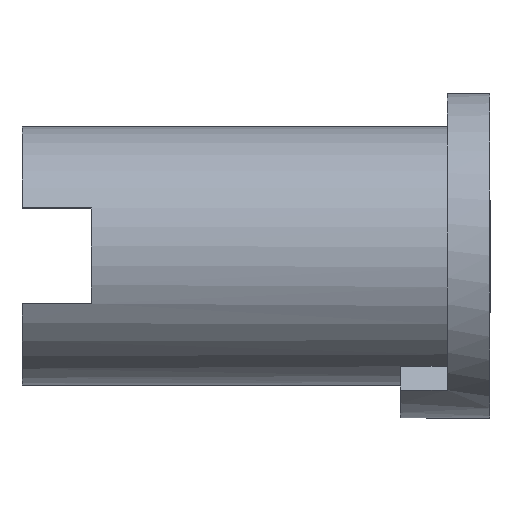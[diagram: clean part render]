
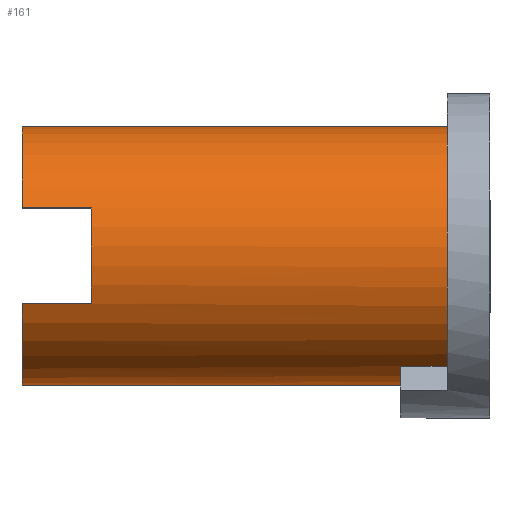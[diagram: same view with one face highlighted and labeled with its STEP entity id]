
A CAD part, top view. The second image highlights one B-rep face of the part: STEP entity #161.
In plain terms, the highlighted cylindrical face has radius 6.35 mm (diameter 12.7 mm), a full revolution.
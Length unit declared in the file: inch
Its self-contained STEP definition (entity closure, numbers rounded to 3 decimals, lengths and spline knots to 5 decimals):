
#50=CARTESIAN_POINT('',(2.45374,8.82077,0.5748));
#51=DIRECTION('',(-1.0,0.0,0.0));
#52=DIRECTION('',(0.0,0.0,1.0));
#53=AXIS2_PLACEMENT_3D('',#50,#51,#52);
#54=CYLINDRICAL_SURFACE('',#53,0.25);
#55=CARTESIAN_POINT('',(2.44587,8.60724,0.70482));
#56=VERTEX_POINT('',#55);
#57=CARTESIAN_POINT('',(2.44587,8.95079,0.36127));
#58=VERTEX_POINT('',#57);
#59=CARTESIAN_POINT('',(2.44587,8.82077,0.5748));
#60=DIRECTION('',(-1.0,0.0,0.0));
#61=DIRECTION('',(0.0,0.0,1.0));
#62=AXIS2_PLACEMENT_3D('',#59,#60,#61);
#63=CIRCLE('',#62,0.25);
#64=EDGE_CURVE('',#56,#58,#63,.T.);
#65=ORIENTED_EDGE('',*,*,#64,.T.);
#66=CARTESIAN_POINT('',(2.35531,8.95079,0.36127));
#67=VERTEX_POINT('',#66);
#68=CARTESIAN_POINT('',(2.44587,8.95079,0.36127));
#69=DIRECTION('',(-1.0,0.0,0.0));
#70=VECTOR('',#69,0.09055);
#71=LINE('',#68,#70);
#72=EDGE_CURVE('',#58,#67,#71,.T.);
#73=ORIENTED_EDGE('',*,*,#72,.T.);
#74=CARTESIAN_POINT('',(2.35531,8.60724,0.70482));
#75=VERTEX_POINT('',#74);
#76=CARTESIAN_POINT('',(2.35531,8.82077,0.5748));
#77=DIRECTION('',(-1.0,0.0,0.0));
#78=DIRECTION('',(0.0,0.0,1.0));
#79=AXIS2_PLACEMENT_3D('',#76,#77,#78);
#80=CIRCLE('',#79,0.25);
#81=EDGE_CURVE('',#67,#75,#80,.T.);
#82=ORIENTED_EDGE('',*,*,#81,.T.);
#83=CARTESIAN_POINT('',(2.35531,8.60724,0.70482));
#84=DIRECTION('',(1.0,0.0,0.0));
#85=VECTOR('',#84,0.09055);
#86=LINE('',#83,#85);
#87=EDGE_CURVE('',#75,#56,#86,.T.);
#88=ORIENTED_EDGE('',*,*,#87,.T.);
#89=EDGE_LOOP('',(#65,#73,#82,#88));
#90=FACE_OUTER_BOUND('',#89,.T.);
#91=CARTESIAN_POINT('',(1.75689,8.91329,0.80705));
#92=VERTEX_POINT('',#91);
#93=CARTESIAN_POINT('',(1.75689,8.72825,0.80705));
#94=VERTEX_POINT('',#93);
#95=CARTESIAN_POINT('',(1.75689,8.82077,0.5748));
#96=DIRECTION('',(1.0,0.0,0.0));
#97=DIRECTION('',(0.0,0.0,1.0));
#98=AXIS2_PLACEMENT_3D('',#95,#96,#97);
#99=CIRCLE('',#98,0.25);
#100=EDGE_CURVE('',#92,#94,#99,.T.);
#101=ORIENTED_EDGE('',*,*,#100,.T.);
#102=CARTESIAN_POINT('',(1.62303,8.72825,0.80705));
#103=VERTEX_POINT('',#102);
#104=CARTESIAN_POINT('',(1.75689,8.72825,0.80705));
#105=DIRECTION('',(-1.0,0.0,0.0));
#106=VECTOR('',#105,0.13386);
#107=LINE('',#104,#106);
#108=EDGE_CURVE('',#94,#103,#107,.T.);
#109=ORIENTED_EDGE('',*,*,#108,.T.);
#110=CARTESIAN_POINT('',(1.62303,8.72825,0.34255));
#111=VERTEX_POINT('',#110);
#112=CARTESIAN_POINT('',(1.62303,8.82077,0.5748));
#113=DIRECTION('',(1.0,0.0,0.0));
#114=DIRECTION('',(0.0,0.0,1.0));
#115=AXIS2_PLACEMENT_3D('',#112,#113,#114);
#116=CIRCLE('',#115,0.25);
#117=EDGE_CURVE('',#103,#111,#116,.T.);
#118=ORIENTED_EDGE('',*,*,#117,.T.);
#119=CARTESIAN_POINT('',(1.75689,8.72825,0.34255));
#120=VERTEX_POINT('',#119);
#121=CARTESIAN_POINT('',(1.62303,8.72825,0.34255));
#122=DIRECTION('',(1.0,0.0,0.0));
#123=VECTOR('',#122,0.13386);
#124=LINE('',#121,#123);
#125=EDGE_CURVE('',#111,#120,#124,.T.);
#126=ORIENTED_EDGE('',*,*,#125,.T.);
#127=CARTESIAN_POINT('',(1.75689,8.91329,0.34255));
#128=VERTEX_POINT('',#127);
#129=CARTESIAN_POINT('',(1.75689,8.82077,0.5748));
#130=DIRECTION('',(1.0,0.0,0.0));
#131=DIRECTION('',(0.0,0.0,1.0));
#132=AXIS2_PLACEMENT_3D('',#129,#130,#131);
#133=CIRCLE('',#132,0.25);
#134=EDGE_CURVE('',#120,#128,#133,.T.);
#135=ORIENTED_EDGE('',*,*,#134,.T.);
#136=CARTESIAN_POINT('',(1.62303,8.91329,0.34255));
#137=VERTEX_POINT('',#136);
#138=CARTESIAN_POINT('',(1.75689,8.91329,0.34255));
#139=DIRECTION('',(-1.0,0.0,0.0));
#140=VECTOR('',#139,0.13386);
#141=LINE('',#138,#140);
#142=EDGE_CURVE('',#128,#137,#141,.T.);
#143=ORIENTED_EDGE('',*,*,#142,.T.);
#144=CARTESIAN_POINT('',(1.62303,8.91329,0.80705));
#145=VERTEX_POINT('',#144);
#146=CARTESIAN_POINT('',(1.62303,8.82077,0.5748));
#147=DIRECTION('',(1.0,0.0,0.0));
#148=DIRECTION('',(0.0,0.0,1.0));
#149=AXIS2_PLACEMENT_3D('',#146,#147,#148);
#150=CIRCLE('',#149,0.25);
#151=EDGE_CURVE('',#137,#145,#150,.T.);
#152=ORIENTED_EDGE('',*,*,#151,.T.);
#153=CARTESIAN_POINT('',(1.62303,8.91329,0.80705));
#154=DIRECTION('',(1.0,0.0,0.0));
#155=VECTOR('',#154,0.13386);
#156=LINE('',#153,#155);
#157=EDGE_CURVE('',#145,#92,#156,.T.);
#158=ORIENTED_EDGE('',*,*,#157,.T.);
#159=EDGE_LOOP('',(#101,#109,#118,#126,#135,#143,#152,#158));
#160=FACE_BOUND('',#159,.T.);
#161=ADVANCED_FACE('',(#90,#160),#54,.T.);
